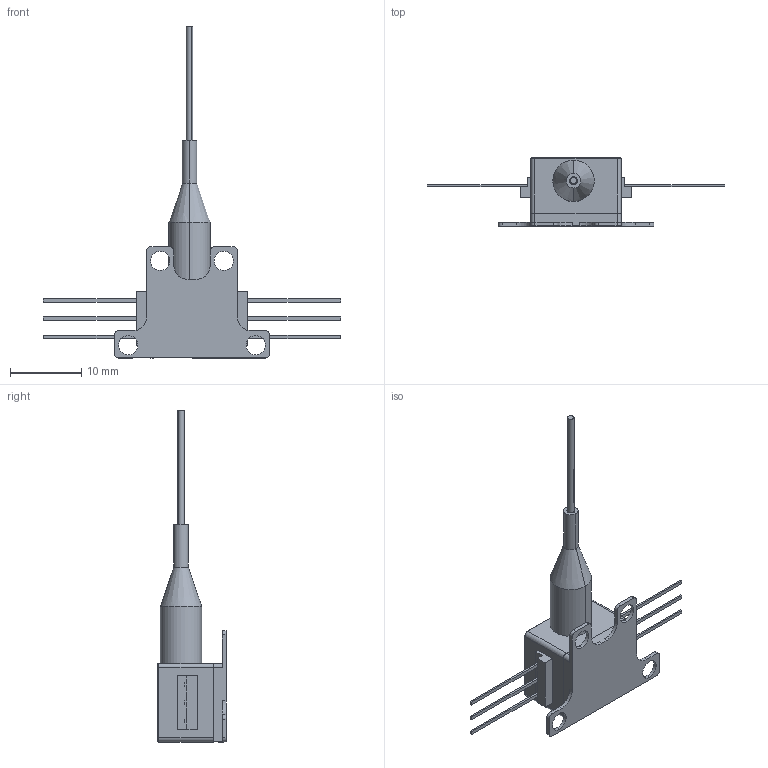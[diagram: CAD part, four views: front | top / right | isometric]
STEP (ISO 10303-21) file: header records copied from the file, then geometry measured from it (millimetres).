
FILE_DESCRIPTION (( 'STEP AP214' ), '1' );
FILE_NAME ('20746-E0W.STEP', '2010-12-22T16:39:18', ( 'User' ), ( 'Thorlabs' ), 'SwSTEP 2.0', 'SolidWorks 2009', '' );
FILE_SCHEMA (( 'AUTOMOTIVE_DESIGN' ));
Length unit declared in the file: millimetre
Products named in the file (1): 20746-E0W
Bounding box: 41.6 x 9.53 x 46.5 mm (x, y, z)
Volume: 931.1 mm3; surface area: 2424.5 mm2
Topology: 15 solids, 15 shells, 465 faces, 1234 edges, 818 vertices
Faces by surface type: plane 302, bspline 87, cylinder 70, cone 6
Entity records: 26717 total; most frequent: CARTESIAN_POINT 10291, ORIENTED_EDGE 2468, DIRECTION 1964, EDGE_CURVE 1234, VECTOR 914, LINE 914, VERTEX_POINT 818, AXIS2_PLACEMENT_3D 525
